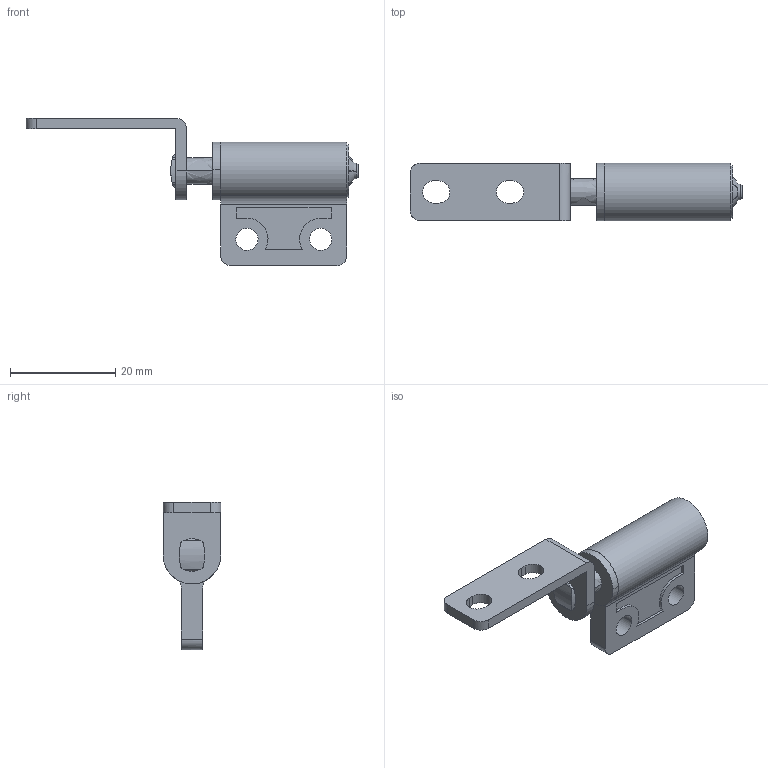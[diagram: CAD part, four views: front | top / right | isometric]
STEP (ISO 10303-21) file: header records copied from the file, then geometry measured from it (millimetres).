
FILE_DESCRIPTION((''),'2;1');
FILE_NAME('','2005-04-20T09:08:54',(''),(''),'','CADfix','');
FILE_SCHEMA(('AUTOMOTIVE_DESIGN'));
Length unit declared in the file: millimetre
Products named in the file (5): bracket; shaft; retainer; case; TH_134_2A_3938_36
Assembly tree (4 placements, depth 2):
  TH_134_2A_3938_36
    bracket
    shaft
    retainer
    case
Bounding box: 63.1 x 11 x 28 mm (x, y, z)
Volume: 3725.9 mm3; surface area: 4382 mm2
Topology: 4 solids, 4 shells, 137 faces, 389 edges, 266 vertices
Faces by surface type: bspline 137
Entity records: 4673 total; most frequent: CARTESIAN_POINT 2359, ORIENTED_EDGE 778, EDGE_CURVE 389, VERTEX_POINT 266, QUASI_UNIFORM_CURVE 217, EDGE_LOOP 157, FACE_OUTER_BOUND 137, ADVANCED_FACE 137
